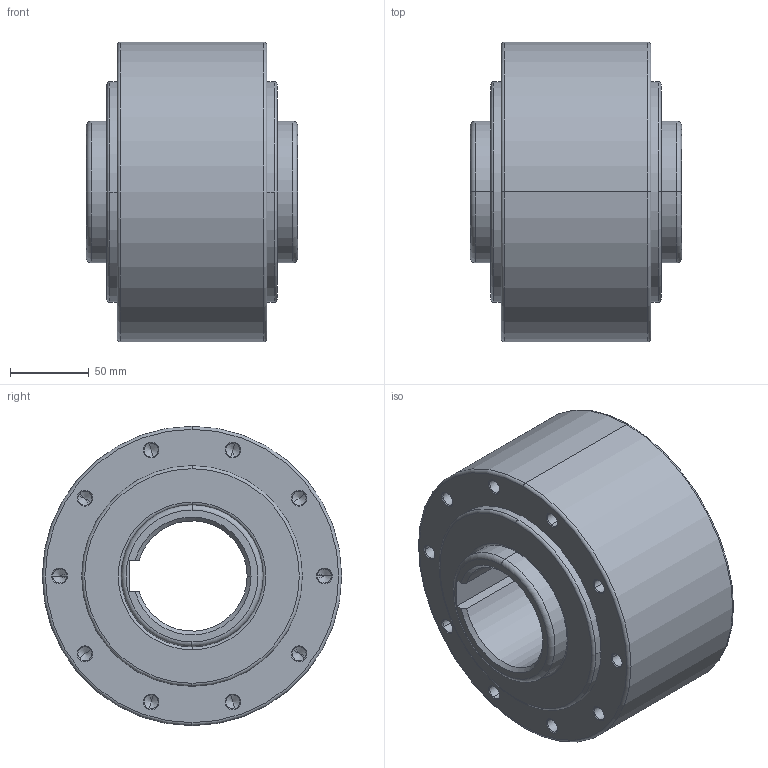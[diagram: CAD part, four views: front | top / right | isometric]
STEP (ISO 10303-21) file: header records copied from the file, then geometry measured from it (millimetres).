
FILE_DESCRIPTION(('STEP AP214'),'1');
FILE_NAME('gl_70.stp','2019-09-14T10:20:28',('TraceParts'),('TraceParts S.A.'),'Spatial InterOp 3D',' ',' ');
FILE_SCHEMA(('AUTOMOTIVE_DESIGN { 1 0 10303 214 1 1 1 1 }'));
Length unit declared in the file: millimetre
Products named in the file (1): gl_70
Bounding box: 134 x 190 x 190 mm (x, y, z)
Volume: 2480603.7 mm3; surface area: 177227.6 mm2
Topology: 1 solids, 5 shells, 281 faces, 637 edges, 366 vertices
Faces by surface type: cone 124, cylinder 100, plane 33, torus 24
Entity records: 7648 total; most frequent: DIRECTION 1519, CARTESIAN_POINT 1253, ORIENTED_EDGE 1194, AXIS2_PLACEMENT_3D 644, EDGE_CURVE 597, VERTEX_POINT 366, CIRCLE 362, EDGE_LOOP 331
